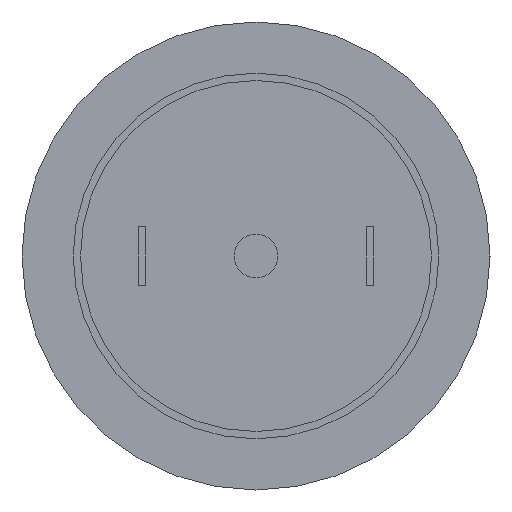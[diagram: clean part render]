
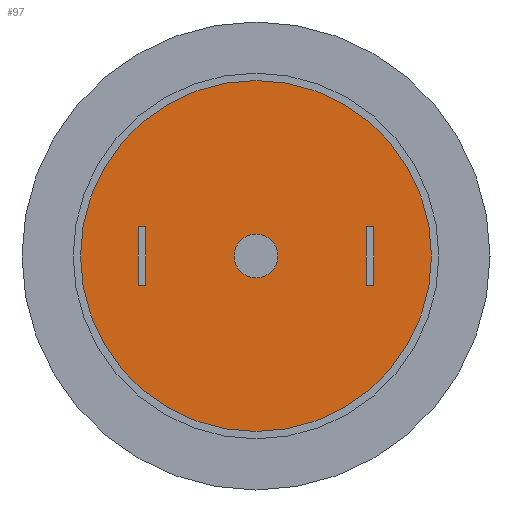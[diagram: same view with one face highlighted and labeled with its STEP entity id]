
A CAD part, left-side view. The second image highlights one B-rep face of the part: STEP entity #97.
In plain terms, the highlighted planar face has unit normal (-1, 0, 0).
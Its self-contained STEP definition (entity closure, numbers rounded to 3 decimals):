
#9 = LINE ( 'NONE', #1359, #978 ) ;
#26 = CARTESIAN_POINT ( 'NONE',  ( 15.7, 7.55, 2. ) ) ;
#40 = CIRCLE ( 'NONE', #579, 12. ) ;
#59 = LINE ( 'NONE', #746, #644 ) ;
#68 = VECTOR ( 'NONE', #500, 1000. ) ;
#97 = ADVANCED_FACE ( 'NONE', ( #428, #1329, #1017, #698 ), #1491, .T. ) ;
#108 = ORIENTED_EDGE ( 'NONE', *, *, #1284, .F. ) ;
#125 = DIRECTION ( 'NONE',  ( 0., -1., 0. ) ) ;
#130 = CARTESIAN_POINT ( 'NONE',  ( 15.7, -7.55, -2. ) ) ;
#153 = EDGE_CURVE ( 'NONE', #330, #683, #570, .T. ) ;
#159 = ORIENTED_EDGE ( 'NONE', *, *, #666, .F. ) ;
#188 = DIRECTION ( 'NONE',  ( 0., 0., 1. ) ) ;
#224 = VERTEX_POINT ( 'NONE', #130 ) ;
#227 = VECTOR ( 'NONE', #1358, 1000. ) ;
#237 = CIRCLE ( 'NONE', #1041, 1.5 ) ;
#275 = EDGE_CURVE ( 'NONE', #456, #1143, #375, .T. ) ;
#277 = LINE ( 'NONE', #1124, #1187 ) ;
#291 = CARTESIAN_POINT ( 'NONE',  ( 15.7, 7.55, 2. ) ) ;
#293 = ORIENTED_EDGE ( 'NONE', *, *, #413, .F. ) ;
#307 = CARTESIAN_POINT ( 'NONE',  ( 15.7, -7.55, 2. ) ) ;
#318 = EDGE_CURVE ( 'NONE', #224, #874, #1324, .T. ) ;
#330 = VERTEX_POINT ( 'NONE', #769 ) ;
#344 = VERTEX_POINT ( 'NONE', #307 ) ;
#375 = LINE ( 'NONE', #714, #68 ) ;
#408 = DIRECTION ( 'NONE',  ( -1., 0., 0. ) ) ;
#413 = EDGE_CURVE ( 'NONE', #919, #1134, #237, .T. ) ;
#419 = DIRECTION ( 'NONE',  ( 0., 0., 1. ) ) ;
#428 = FACE_BOUND ( 'NONE', #1521, .T. ) ;
#456 = VERTEX_POINT ( 'NONE', #1470 ) ;
#477 = ORIENTED_EDGE ( 'NONE', *, *, #862, .T. ) ;
#500 = DIRECTION ( 'NONE',  ( 0., 1., 0. ) ) ;
#543 = VERTEX_POINT ( 'NONE', #634 ) ;
#561 = EDGE_LOOP ( 'NONE', ( #293, #966 ) ) ;
#570 = CIRCLE ( 'NONE', #1291, 12. ) ;
#579 = AXIS2_PLACEMENT_3D ( 'NONE', #1352, #631, #1478 ) ;
#586 = CARTESIAN_POINT ( 'NONE',  ( 15.7, -7.55, 2. ) ) ;
#605 = DIRECTION ( 'NONE',  ( -1., 0., 0. ) ) ;
#621 = DIRECTION ( 'NONE',  ( -1., 0., 0. ) ) ;
#631 = DIRECTION ( 'NONE',  ( -1., 0., 0. ) ) ;
#634 = CARTESIAN_POINT ( 'NONE',  ( 15.7, 7.55, 2. ) ) ;
#637 = EDGE_LOOP ( 'NONE', ( #1506, #1007 ) ) ;
#638 = DIRECTION ( 'NONE',  ( 0., 0., -1. ) ) ;
#644 = VECTOR ( 'NONE', #1467, 1000. ) ;
#666 = EDGE_CURVE ( 'NONE', #543, #1323, #1020, .T. ) ;
#683 = VERTEX_POINT ( 'NONE', #1363 ) ;
#692 = VECTOR ( 'NONE', #1089, 1000. ) ;
#698 = FACE_BOUND ( 'NONE', #1416, .T. ) ;
#699 = VECTOR ( 'NONE', #876, 1000. ) ;
#714 = CARTESIAN_POINT ( 'NONE',  ( 15.7, 7.55, -2. ) ) ;
#730 = CARTESIAN_POINT ( 'NONE',  ( 15.7, 0., 1.5 ) ) ;
#746 = CARTESIAN_POINT ( 'NONE',  ( 15.7, -7.55, -2. ) ) ;
#769 = CARTESIAN_POINT ( 'NONE',  ( 15.7, 0., 12. ) ) ;
#785 = EDGE_CURVE ( 'NONE', #224, #344, #59, .T. ) ;
#787 = CARTESIAN_POINT ( 'NONE',  ( 15.7, 0., -1.5 ) ) ;
#793 = CIRCLE ( 'NONE', #1260, 1.5 ) ;
#799 = EDGE_CURVE ( 'NONE', #1134, #919, #793, .T. ) ;
#805 = ORIENTED_EDGE ( 'NONE', *, *, #275, .T. ) ;
#830 = CARTESIAN_POINT ( 'NONE',  ( 15.7, 0., 0. ) ) ;
#855 = CARTESIAN_POINT ( 'NONE',  ( 15.7, -7.55, -2. ) ) ;
#862 = EDGE_CURVE ( 'NONE', #344, #1531, #1085, .T. ) ;
#874 = VERTEX_POINT ( 'NONE', #1186 ) ;
#876 = DIRECTION ( 'NONE',  ( 0., 1., 0. ) ) ;
#896 = AXIS2_PLACEMENT_3D ( 'NONE', #1246, #1367, #419 ) ;
#919 = VERTEX_POINT ( 'NONE', #730 ) ;
#966 = ORIENTED_EDGE ( 'NONE', *, *, #799, .F. ) ;
#978 = VECTOR ( 'NONE', #638, 1000. ) ;
#1007 = ORIENTED_EDGE ( 'NONE', *, *, #1269, .T. ) ;
#1017 = FACE_BOUND ( 'NONE', #561, .T. ) ;
#1020 = LINE ( 'NONE', #26, #699 ) ;
#1041 = AXIS2_PLACEMENT_3D ( 'NONE', #1341, #621, #1463 ) ;
#1085 = LINE ( 'NONE', #586, #1378 ) ;
#1089 = DIRECTION ( 'NONE',  ( 0., -1., 0. ) ) ;
#1109 = CARTESIAN_POINT ( 'NONE',  ( 15.7, 0., 0. ) ) ;
#1124 = CARTESIAN_POINT ( 'NONE',  ( 15.7, -8.05, -2. ) ) ;
#1134 = VERTEX_POINT ( 'NONE', #787 ) ;
#1143 = VERTEX_POINT ( 'NONE', #1270 ) ;
#1163 = ORIENTED_EDGE ( 'NONE', *, *, #1464, .T. ) ;
#1164 = ORIENTED_EDGE ( 'NONE', *, *, #1379, .F. ) ;
#1186 = CARTESIAN_POINT ( 'NONE',  ( 15.7, -8.05, -2. ) ) ;
#1187 = VECTOR ( 'NONE', #188, 1000. ) ;
#1189 = DIRECTION ( 'NONE',  ( 0., 0., 1. ) ) ;
#1233 = DIRECTION ( 'NONE',  ( 0., 0., 1. ) ) ;
#1246 = CARTESIAN_POINT ( 'NONE',  ( 15.7, -92.786, 0. ) ) ;
#1249 = CARTESIAN_POINT ( 'NONE',  ( 15.7, -8.05, 2. ) ) ;
#1260 = AXIS2_PLACEMENT_3D ( 'NONE', #1109, #408, #1233 ) ;
#1269 = EDGE_CURVE ( 'NONE', #683, #330, #40, .T. ) ;
#1270 = CARTESIAN_POINT ( 'NONE',  ( 15.7, 8.05, -2. ) ) ;
#1284 = EDGE_CURVE ( 'NONE', #1323, #1143, #9, .T. ) ;
#1291 = AXIS2_PLACEMENT_3D ( 'NONE', #830, #605, #1189 ) ;
#1323 = VERTEX_POINT ( 'NONE', #1490 ) ;
#1324 = LINE ( 'NONE', #855, #692 ) ;
#1329 = FACE_OUTER_BOUND ( 'NONE', #637, .T. ) ;
#1341 = CARTESIAN_POINT ( 'NONE',  ( 15.7, 0., 0. ) ) ;
#1352 = CARTESIAN_POINT ( 'NONE',  ( 15.7, 0., 0. ) ) ;
#1358 = DIRECTION ( 'NONE',  ( 0., 0., -1. ) ) ;
#1359 = CARTESIAN_POINT ( 'NONE',  ( 15.7, 8.05, 2. ) ) ;
#1363 = CARTESIAN_POINT ( 'NONE',  ( 15.7, 0., -12. ) ) ;
#1367 = DIRECTION ( 'NONE',  ( -1., 0., 0. ) ) ;
#1378 = VECTOR ( 'NONE', #125, 1000. ) ;
#1379 = EDGE_CURVE ( 'NONE', #874, #1531, #277, .T. ) ;
#1416 = EDGE_LOOP ( 'NONE', ( #108, #159, #1163, #805 ) ) ;
#1437 = ORIENTED_EDGE ( 'NONE', *, *, #318, .F. ) ;
#1452 = ORIENTED_EDGE ( 'NONE', *, *, #785, .T. ) ;
#1463 = DIRECTION ( 'NONE',  ( 0., 0., 1. ) ) ;
#1464 = EDGE_CURVE ( 'NONE', #543, #456, #1494, .T. ) ;
#1467 = DIRECTION ( 'NONE',  ( 0., 0., 1. ) ) ;
#1470 = CARTESIAN_POINT ( 'NONE',  ( 15.7, 7.55, -2. ) ) ;
#1478 = DIRECTION ( 'NONE',  ( 0., 0., 1. ) ) ;
#1490 = CARTESIAN_POINT ( 'NONE',  ( 15.7, 8.05, 2. ) ) ;
#1491 = PLANE ( 'NONE',  #896 ) ;
#1494 = LINE ( 'NONE', #291, #227 ) ;
#1506 = ORIENTED_EDGE ( 'NONE', *, *, #153, .T. ) ;
#1521 = EDGE_LOOP ( 'NONE', ( #1164, #1437, #1452, #477 ) ) ;
#1531 = VERTEX_POINT ( 'NONE', #1249 ) ;
